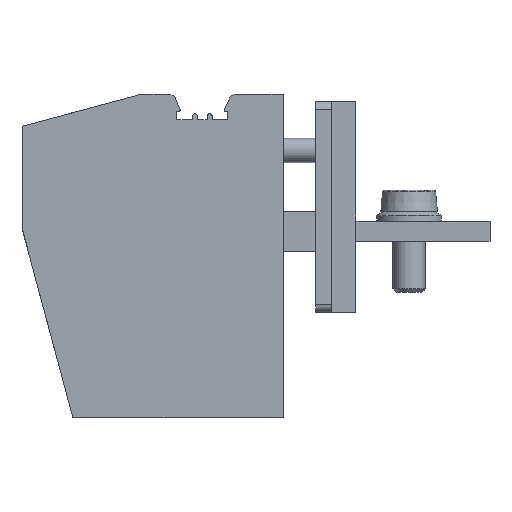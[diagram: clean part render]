
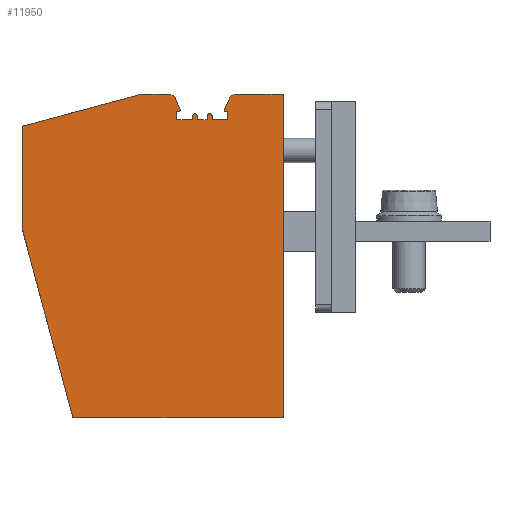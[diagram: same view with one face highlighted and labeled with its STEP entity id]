
A CAD part, top view. The second image highlights one B-rep face of the part: STEP entity #11950.
In plain terms, the highlighted planar face has unit normal (0, 0, 1).
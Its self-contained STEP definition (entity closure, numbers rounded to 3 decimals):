
#7000=CARTESIAN_POINT('',(2.5,-12.3,12.));
#7010=VERTEX_POINT('',#7000);
#7060=CARTESIAN_POINT('',(2.5,0.,12.));
#7070=DIRECTION('',(0.,-1.,0.));
#7080=VECTOR('',#7070,1.);
#7090=LINE('',#7060,#7080);
#7100=CARTESIAN_POINT('',(2.5,27.7,12.));
#7110=VERTEX_POINT('',#7100);
#7120=EDGE_CURVE('',#7110,#7010,#7090,.T.);
#8150=CARTESIAN_POINT('',(-29.8,11.163,12.));
#8160=VERTEX_POINT('',#8150);
#8210=CARTESIAN_POINT('',(-26.809,0.,12.));
#8220=DIRECTION('',(0.259,-0.966,0.));
#8230=VECTOR('',#8220,1.);
#8240=LINE('',#8210,#8230);
#8250=CARTESIAN_POINT('',(-23.513,-12.3,12.));
#8260=VERTEX_POINT('',#8250);
#8270=EDGE_CURVE('',#8160,#8260,#8240,.T.);
#9960=CARTESIAN_POINT('',(0.,0.,12.));
#9970=DIRECTION('',(0.,0.,1.));
#9980=DIRECTION('',(1.,0.,0.));
#9990=AXIS2_PLACEMENT_3D('',#9960,#9970,#9980);
#10000=PLANE('',#9990);
#10010=CARTESIAN_POINT('',(0.,27.7,12.));
#10020=DIRECTION('',(1.,0.,0.));
#10030=VECTOR('',#10020,1.);
#10040=LINE('',#10010,#10030);
#10050=CARTESIAN_POINT('',(-14.99,27.7,12.));
#10060=VERTEX_POINT('',#10050);
#10070=CARTESIAN_POINT('',(-11.712,27.7,12.));
#10080=VERTEX_POINT('',#10070);
#10090=EDGE_CURVE('',#10060,#10080,#10040,.T.);
#10100=ORIENTED_EDGE('',*,*,#10090,.F.);
#10110=CARTESIAN_POINT('',(-11.712,26.7,12.));
#10120=DIRECTION('',(0.,0.,1.));
#10130=DIRECTION('',(1.,0.,0.));
#10140=AXIS2_PLACEMENT_3D('',#10110,#10120,#10130);
#10150=CIRCLE('',#10140,1.);
#10160=CARTESIAN_POINT('',(-10.797,27.102,12.));
#10170=VERTEX_POINT('',#10160);
#10180=EDGE_CURVE('',#10170,#10080,#10150,.T.);
#10190=ORIENTED_EDGE('',*,*,#10180,.T.);
#10200=CARTESIAN_POINT('',(-10.797,27.102,12.));
#10210=DIRECTION('',(0.402,-0.915,0.));
#10220=VECTOR('',#10210,1.);
#10230=LINE('',#10200,#10220);
#10240=CARTESIAN_POINT('',(-10.239,25.833,12.));
#10250=VERTEX_POINT('',#10240);
#10260=EDGE_CURVE('',#10170,#10250,#10230,.T.);
#10270=ORIENTED_EDGE('',*,*,#10260,.F.);
#10280=CARTESIAN_POINT('',(-10.395,25.765,12.));
#10290=DIRECTION('',(0.,0.,1.));
#10300=DIRECTION('',(1.,0.,0.));
#10310=AXIS2_PLACEMENT_3D('',#10280,#10290,#10300);
#10320=CIRCLE('',#10310,0.17);
#10330=CARTESIAN_POINT('',(-10.225,25.765,12.));
#10340=VERTEX_POINT('',#10330);
#10350=EDGE_CURVE('',#10340,#10250,#10320,.T.);
#10360=ORIENTED_EDGE('',*,*,#10350,.T.);
#10370=CARTESIAN_POINT('',(-10.395,25.595,12.));
#10380=VERTEX_POINT('',#10370);
#10390=EDGE_CURVE('',#10380,#10340,#10320,.T.);
#10400=ORIENTED_EDGE('',*,*,#10390,.T.);
#10410=CARTESIAN_POINT('',(-10.395,25.595,12.));
#10420=DIRECTION('',(-1.,0.,0.));
#10430=VECTOR('',#10420,1.);
#10440=LINE('',#10410,#10430);
#10450=CARTESIAN_POINT('',(-10.663,25.595,12.));
#10460=VERTEX_POINT('',#10450);
#10470=EDGE_CURVE('',#10380,#10460,#10440,.T.);
#10480=ORIENTED_EDGE('',*,*,#10470,.F.);
#10490=CARTESIAN_POINT('',(-10.663,25.595,12.));
#10500=DIRECTION('',(0.,-1.,0.));
#10510=VECTOR('',#10500,1.);
#10520=LINE('',#10490,#10510);
#10530=CARTESIAN_POINT('',(-10.663,24.525,12.));
#10540=VERTEX_POINT('',#10530);
#10550=EDGE_CURVE('',#10460,#10540,#10520,.T.);
#10560=ORIENTED_EDGE('',*,*,#10550,.F.);
#10570=CARTESIAN_POINT('',(-10.663,24.525,12.));
#10580=DIRECTION('',(1.,0.,0.));
#10590=VECTOR('',#10580,1.);
#10600=LINE('',#10570,#10590);
#10610=CARTESIAN_POINT('',(-8.7,24.525,12.));
#10620=VERTEX_POINT('',#10610);
#10630=EDGE_CURVE('',#10540,#10620,#10600,.T.);
#10640=ORIENTED_EDGE('',*,*,#10630,.F.);
#10650=CARTESIAN_POINT('',(-8.7,24.525,12.));
#10660=DIRECTION('',(0.,1.,0.));
#10670=VECTOR('',#10660,1.);
#10680=LINE('',#10650,#10670);
#10690=CARTESIAN_POINT('',(-8.7,24.975,12.));
#10700=VERTEX_POINT('',#10690);
#10710=EDGE_CURVE('',#10620,#10700,#10680,.T.);
#10720=ORIENTED_EDGE('',*,*,#10710,.F.);
#10730=CARTESIAN_POINT('',(-8.4,24.975,12.));
#10740=DIRECTION('',(0.,0.,1.));
#10750=DIRECTION('',(1.,0.,0.));
#10760=AXIS2_PLACEMENT_3D('',#10730,#10740,#10750);
#10770=CIRCLE('',#10760,0.3);
#10780=CARTESIAN_POINT('',(-8.1,24.975,12.));
#10790=VERTEX_POINT('',#10780);
#10800=EDGE_CURVE('',#10790,#10700,#10770,.T.);
#10810=ORIENTED_EDGE('',*,*,#10800,.T.);
#10820=CARTESIAN_POINT('',(-8.1,24.975,12.));
#10830=DIRECTION('',(0.,-1.,0.));
#10840=VECTOR('',#10830,1.);
#10850=LINE('',#10820,#10840);
#10860=CARTESIAN_POINT('',(-8.1,24.525,12.));
#10870=VERTEX_POINT('',#10860);
#10880=EDGE_CURVE('',#10790,#10870,#10850,.T.);
#10890=ORIENTED_EDGE('',*,*,#10880,.F.);
#10900=CARTESIAN_POINT('',(-6.9,24.525,12.));
#10910=VERTEX_POINT('',#10900);
#10920=EDGE_CURVE('',#10870,#10910,#10600,.T.);
#10930=ORIENTED_EDGE('',*,*,#10920,.F.);
#10940=CARTESIAN_POINT('',(-6.9,24.525,12.));
#10950=DIRECTION('',(0.,1.,0.));
#10960=VECTOR('',#10950,1.);
#10970=LINE('',#10940,#10960);
#10980=CARTESIAN_POINT('',(-6.9,24.975,12.));
#10990=VERTEX_POINT('',#10980);
#11000=EDGE_CURVE('',#10910,#10990,#10970,.T.);
#11010=ORIENTED_EDGE('',*,*,#11000,.F.);
#11020=CARTESIAN_POINT('',(-6.6,24.975,12.));
#11030=DIRECTION('',(0.,0.,1.));
#11040=DIRECTION('',(1.,0.,0.));
#11050=AXIS2_PLACEMENT_3D('',#11020,#11030,#11040);
#11060=CIRCLE('',#11050,0.3);
#11070=CARTESIAN_POINT('',(-6.3,24.975,12.));
#11080=VERTEX_POINT('',#11070);
#11090=EDGE_CURVE('',#11080,#10990,#11060,.T.);
#11100=ORIENTED_EDGE('',*,*,#11090,.T.);
#11110=CARTESIAN_POINT('',(-6.3,24.975,12.));
#11120=DIRECTION('',(0.,-1.,0.));
#11130=VECTOR('',#11120,1.);
#11140=LINE('',#11110,#11130);
#11150=CARTESIAN_POINT('',(-6.3,24.525,12.));
#11160=VERTEX_POINT('',#11150);
#11170=EDGE_CURVE('',#11080,#11160,#11140,.T.);
#11180=ORIENTED_EDGE('',*,*,#11170,.F.);
#11190=CARTESIAN_POINT('',(-4.337,24.525,12.));
#11200=VERTEX_POINT('',#11190);
#11210=EDGE_CURVE('',#11160,#11200,#10600,.T.);
#11220=ORIENTED_EDGE('',*,*,#11210,.F.);
#11230=CARTESIAN_POINT('',(-4.337,24.525,12.));
#11240=DIRECTION('',(0.,1.,0.));
#11250=VECTOR('',#11240,1.);
#11260=LINE('',#11230,#11250);
#11270=CARTESIAN_POINT('',(-4.337,25.595,12.));
#11280=VERTEX_POINT('',#11270);
#11290=EDGE_CURVE('',#11200,#11280,#11260,.T.);
#11300=ORIENTED_EDGE('',*,*,#11290,.F.);
#11310=CARTESIAN_POINT('',(-4.605,25.595,12.));
#11320=VERTEX_POINT('',#11310);
#11330=EDGE_CURVE('',#11280,#11320,#10440,.T.);
#11340=ORIENTED_EDGE('',*,*,#11330,.F.);
#11350=CARTESIAN_POINT('',(-4.605,25.765,12.));
#11360=DIRECTION('',(0.,0.,1.));
#11370=DIRECTION('',(1.,0.,0.));
#11380=AXIS2_PLACEMENT_3D('',#11350,#11360,#11370);
#11390=CIRCLE('',#11380,0.17);
#11400=CARTESIAN_POINT('',(-4.775,25.765,12.));
#11410=VERTEX_POINT('',#11400);
#11420=EDGE_CURVE('',#11410,#11320,#11390,.T.);
#11430=ORIENTED_EDGE('',*,*,#11420,.T.);
#11440=CARTESIAN_POINT('',(-4.761,25.833,12.));
#11450=VERTEX_POINT('',#11440);
#11460=EDGE_CURVE('',#11450,#11410,#11390,.T.);
#11470=ORIENTED_EDGE('',*,*,#11460,.T.);
#11480=CARTESIAN_POINT('',(-4.761,25.833,12.));
#11490=DIRECTION('',(0.402,0.915,0.));
#11500=VECTOR('',#11490,1.);
#11510=LINE('',#11480,#11500);
#11520=CARTESIAN_POINT('',(-4.203,27.102,12.));
#11530=VERTEX_POINT('',#11520);
#11540=EDGE_CURVE('',#11450,#11530,#11510,.T.);
#11550=ORIENTED_EDGE('',*,*,#11540,.F.);
#11560=CARTESIAN_POINT('',(-3.287,26.7,12.));
#11570=DIRECTION('',(0.,0.,1.));
#11580=DIRECTION('',(1.,0.,0.));
#11590=AXIS2_PLACEMENT_3D('',#11560,#11570,#11580);
#11600=CIRCLE('',#11590,1.);
#11610=CARTESIAN_POINT('',(-3.287,27.7,12.));
#11620=VERTEX_POINT('',#11610);
#11630=EDGE_CURVE('',#11620,#11530,#11600,.T.);
#11640=ORIENTED_EDGE('',*,*,#11630,.T.);
#11650=CARTESIAN_POINT('',(0.,27.7,12.));
#11660=DIRECTION('',(1.,0.,0.));
#11670=VECTOR('',#11660,1.);
#11680=LINE('',#11650,#11670);
#11690=EDGE_CURVE('',#11620,#7110,#11680,.T.);
#11700=ORIENTED_EDGE('',*,*,#11690,.F.);
#11710=ORIENTED_EDGE('',*,*,#7120,.F.);
#11720=CARTESIAN_POINT('',(0.,-12.3,12.));
#11730=DIRECTION('',(-1.,0.,0.));
#11740=VECTOR('',#11730,1.);
#11750=LINE('',#11720,#11740);
#11760=EDGE_CURVE('',#7010,#8260,#11750,.T.);
#11770=ORIENTED_EDGE('',*,*,#11760,.F.);
#11780=ORIENTED_EDGE('',*,*,#8270,.T.);
#11790=CARTESIAN_POINT('',(-29.8,0.,12.));
#11800=DIRECTION('',(0.,1.,0.));
#11810=VECTOR('',#11800,1.);
#11820=LINE('',#11790,#11810);
#11830=CARTESIAN_POINT('',(-29.8,23.732,12.));
#11840=VERTEX_POINT('',#11830);
#11850=EDGE_CURVE('',#8160,#11840,#11820,.T.);
#11860=ORIENTED_EDGE('',*,*,#11850,.F.);
#11870=CARTESIAN_POINT('',(0.,31.717,12.));
#11880=DIRECTION('',(0.966,0.259,0.));
#11890=VECTOR('',#11880,1.);
#11900=LINE('',#11870,#11890);
#11910=EDGE_CURVE('',#11840,#10060,#11900,.T.);
#11920=ORIENTED_EDGE('',*,*,#11910,.F.);
#11930=EDGE_LOOP('',(#11920,#11860,#11780,#11770,#11710,#11700,#11640,
#11550,#11470,#11430,#11340,#11300,#11220,#11180,#11100,#11010,#10930,
#10890,#10810,#10720,#10640,#10560,#10480,#10400,#10360,#10270,#10190,
#10100));
#11940=FACE_OUTER_BOUND('',#11930,.T.);
#11950=ADVANCED_FACE('',(#11940),#10000,.T.);
